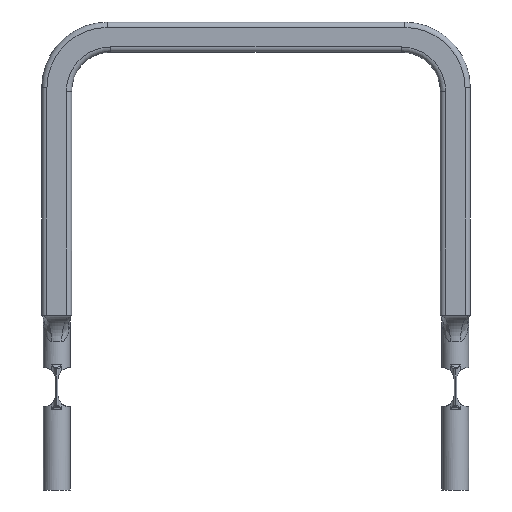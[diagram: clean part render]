
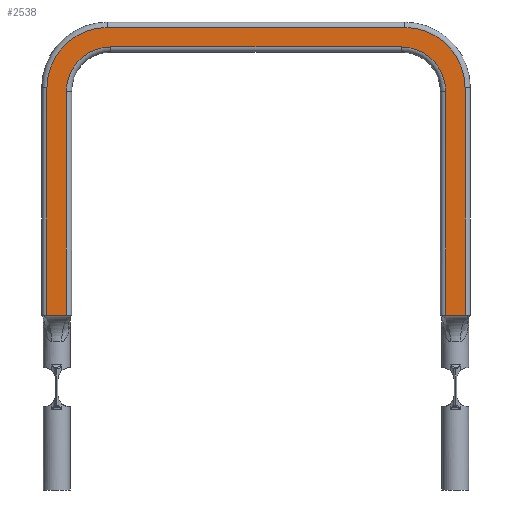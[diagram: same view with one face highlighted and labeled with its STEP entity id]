
A CAD part, front view. The second image highlights one B-rep face of the part: STEP entity #2538.
In plain terms, the highlighted planar face has unit normal (0, -1, 0).
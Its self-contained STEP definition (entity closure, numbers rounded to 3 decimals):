
#234 = CARTESIAN_POINT ( 'NONE',  ( 14.868, -1.587, 6.68 ) ) ;
#305 = VECTOR ( 'NONE', #10461, 1000. ) ;
#443 = EDGE_CURVE ( 'NONE', #2474, #1808, #6677, .T. ) ;
#553 = ORIENTED_EDGE ( 'NONE', *, *, #10116, .T. ) ;
#611 = LINE ( 'NONE', #7687, #11122 ) ;
#733 = VERTEX_POINT ( 'NONE', #6685 ) ;
#782 = DIRECTION ( 'NONE',  ( 1., 0., 0. ) ) ;
#1003 = CARTESIAN_POINT ( 'NONE',  ( 0.372, -1.587, 6.68 ) ) ;
#1219 = CARTESIAN_POINT ( 'NONE',  ( 13.169, -1.587, 15.237 ) ) ;
#1357 = CARTESIAN_POINT ( 'NONE',  ( 14.769, -1.587, 6.68 ) ) ;
#1369 = CARTESIAN_POINT ( 'NONE',  ( 15.611, -1.587, 6.68 ) ) ;
#1420 = CARTESIAN_POINT ( 'NONE',  ( 0.471, -1.587, 17.88 ) ) ;
#1455 = CARTESIAN_POINT ( 'NONE',  ( 0.471, -1.587, 17.68 ) ) ;
#1655 = CARTESIAN_POINT ( 'NONE',  ( 13.312, -1.587, 17.68 ) ) ;
#1683 = EDGE_CURVE ( 'NONE', #4591, #10889, #7420, .T. ) ;
#1718 = CARTESIAN_POINT ( 'NONE',  ( 1.929, -1.587, 15.38 ) ) ;
#1808 = VERTEX_POINT ( 'NONE', #9507 ) ;
#1821 = EDGE_CURVE ( 'NONE', #6410, #6458, #6815, .T. ) ;
#1832 = ORIENTED_EDGE ( 'NONE', *, *, #12030, .T. ) ;
#2163 = VECTOR ( 'NONE', #6302, 1000. ) ;
#2215 = DIRECTION ( 'NONE',  ( 0., 0., 1. ) ) ;
#2474 = VERTEX_POINT ( 'NONE', #234 ) ;
#2488 = VERTEX_POINT ( 'NONE', #5344 ) ;
#2538 = ADVANCED_FACE ( 'NONE', ( #11279 ), #3391, .F. ) ;
#2549 = CARTESIAN_POINT ( 'NONE',  ( 0.372, -1.587, 17.88 ) ) ;
#2684 = DIRECTION ( 'NONE',  ( 0., 0., -1. ) ) ;
#2687 = VERTEX_POINT ( 'NONE', #1655 ) ;
#2700 = DIRECTION ( 'NONE',  ( 0., 0., 1. ) ) ;
#2935 = LINE ( 'NONE', #2549, #3241 ) ;
#2984 = ORIENTED_EDGE ( 'NONE', *, *, #6159, .F. ) ;
#3056 = EDGE_CURVE ( 'NONE', #2488, #7556, #10817, .T. ) ;
#3169 = AXIS2_PLACEMENT_3D ( 'NONE', #11304, #5368, #12293 ) ;
#3241 = VECTOR ( 'NONE', #8464, 1000. ) ;
#3287 = ORIENTED_EDGE ( 'NONE', *, *, #9534, .T. ) ;
#3391 = PLANE ( 'NONE',  #11753 ) ;
#3526 = CARTESIAN_POINT ( 'NONE',  ( 0.471, -1.587, 6.68 ) ) ;
#3709 = LINE ( 'NONE', #9624, #8987 ) ;
#3965 = VECTOR ( 'NONE', #11317, 1000. ) ;
#4011 = ORIENTED_EDGE ( 'NONE', *, *, #443, .F. ) ;
#4194 = CARTESIAN_POINT ( 'NONE',  ( 2.072, -1.587, 16.937 ) ) ;
#4245 = EDGE_CURVE ( 'NONE', #2687, #6410, #9565, .T. ) ;
#4288 = EDGE_CURVE ( 'NONE', #733, #5160, #9242, .T. ) ;
#4380 = DIRECTION ( 'NONE',  ( 0., 1., 0. ) ) ;
#4577 = CARTESIAN_POINT ( 'NONE',  ( 13.169, -1.587, 16.937 ) ) ;
#4591 = VERTEX_POINT ( 'NONE', #10147 ) ;
#4728 = DIRECTION ( 'NONE',  ( 0., 0., 1. ) ) ;
#5055 = ORIENTED_EDGE ( 'NONE', *, *, #1683, .F. ) ;
#5111 = ORIENTED_EDGE ( 'NONE', *, *, #4245, .T. ) ;
#5160 = VERTEX_POINT ( 'NONE', #4194 ) ;
#5296 = CARTESIAN_POINT ( 'NONE',  ( 15.611, -1.587, 17.88 ) ) ;
#5344 = CARTESIAN_POINT ( 'NONE',  ( -0.372, -1.587, 6.68 ) ) ;
#5368 = DIRECTION ( 'NONE',  ( 0., 1., 0. ) ) ;
#5468 = DIRECTION ( 'NONE',  ( 0., 1., 0. ) ) ;
#5560 = EDGE_CURVE ( 'NONE', #1808, #6291, #10746, .T. ) ;
#6052 = VECTOR ( 'NONE', #4728, 1000. ) ;
#6159 = EDGE_CURVE ( 'NONE', #10889, #2474, #12580, .T. ) ;
#6291 = VERTEX_POINT ( 'NONE', #4577 ) ;
#6302 = DIRECTION ( 'NONE',  ( 0., 0., -1. ) ) ;
#6410 = VERTEX_POINT ( 'NONE', #12428 ) ;
#6458 = VERTEX_POINT ( 'NONE', #7666 ) ;
#6551 = AXIS2_PLACEMENT_3D ( 'NONE', #11400, #5468, #12392 ) ;
#6677 = LINE ( 'NONE', #12647, #6052 ) ;
#6685 = CARTESIAN_POINT ( 'NONE',  ( 0.372, -1.587, 15.237 ) ) ;
#6815 = CIRCLE ( 'NONE', #12234, 2.3 ) ;
#7126 = AXIS2_PLACEMENT_3D ( 'NONE', #1219, #8113, #2215 ) ;
#7420 = LINE ( 'NONE', #5296, #2163 ) ;
#7556 = VERTEX_POINT ( 'NONE', #1003 ) ;
#7666 = CARTESIAN_POINT ( 'NONE',  ( -0.372, -1.587, 15.38 ) ) ;
#7687 = CARTESIAN_POINT ( 'NONE',  ( 0.471, -1.587, 16.937 ) ) ;
#7850 = EDGE_LOOP ( 'NONE', ( #11331, #3287, #8614, #553, #10832, #1832, #12248, #4011, #2984, #5055, #9105, #5111 ) ) ;
#8113 = DIRECTION ( 'NONE',  ( 0., -1., 0. ) ) ;
#8464 = DIRECTION ( 'NONE',  ( 0., 0., 1. ) ) ;
#8614 = ORIENTED_EDGE ( 'NONE', *, *, #3056, .T. ) ;
#8631 = DIRECTION ( 'NONE',  ( 0., -1., 0. ) ) ;
#8987 = VECTOR ( 'NONE', #2684, 1000. ) ;
#9105 = ORIENTED_EDGE ( 'NONE', *, *, #9398, .F. ) ;
#9242 = CIRCLE ( 'NONE', #6551, 1.7 ) ;
#9398 = EDGE_CURVE ( 'NONE', #2687, #4591, #9621, .T. ) ;
#9507 = CARTESIAN_POINT ( 'NONE',  ( 14.868, -1.587, 15.237 ) ) ;
#9534 = EDGE_CURVE ( 'NONE', #6458, #2488, #3709, .T. ) ;
#9565 = LINE ( 'NONE', #1455, #3965 ) ;
#9621 = CIRCLE ( 'NONE', #3169, 2.3 ) ;
#9624 = CARTESIAN_POINT ( 'NONE',  ( -0.372, -1.587, 17.88 ) ) ;
#9964 = VECTOR ( 'NONE', #10262, 1000. ) ;
#10116 = EDGE_CURVE ( 'NONE', #7556, #733, #2935, .T. ) ;
#10147 = CARTESIAN_POINT ( 'NONE',  ( 15.611, -1.587, 15.38 ) ) ;
#10262 = DIRECTION ( 'NONE',  ( -1., 0., 0. ) ) ;
#10461 = DIRECTION ( 'NONE',  ( 1., 0., 0. ) ) ;
#10746 = CIRCLE ( 'NONE', #7126, 1.7 ) ;
#10817 = LINE ( 'NONE', #3526, #305 ) ;
#10832 = ORIENTED_EDGE ( 'NONE', *, *, #4288, .T. ) ;
#10889 = VERTEX_POINT ( 'NONE', #1369 ) ;
#11122 = VECTOR ( 'NONE', #782, 1000. ) ;
#11279 = FACE_OUTER_BOUND ( 'NONE', #7850, .T. ) ;
#11304 = CARTESIAN_POINT ( 'NONE',  ( 13.312, -1.587, 15.38 ) ) ;
#11317 = DIRECTION ( 'NONE',  ( -1., 0., 0. ) ) ;
#11323 = DIRECTION ( 'NONE',  ( 0., 0., 1. ) ) ;
#11331 = ORIENTED_EDGE ( 'NONE', *, *, #1821, .T. ) ;
#11400 = CARTESIAN_POINT ( 'NONE',  ( 2.072, -1.587, 15.237 ) ) ;
#11753 = AXIS2_PLACEMENT_3D ( 'NONE', #1420, #4380, #11323 ) ;
#12030 = EDGE_CURVE ( 'NONE', #5160, #6291, #611, .T. ) ;
#12234 = AXIS2_PLACEMENT_3D ( 'NONE', #1718, #8631, #2700 ) ;
#12248 = ORIENTED_EDGE ( 'NONE', *, *, #5560, .F. ) ;
#12293 = DIRECTION ( 'NONE',  ( 0., 0., 1. ) ) ;
#12392 = DIRECTION ( 'NONE',  ( 0., 0., 1. ) ) ;
#12428 = CARTESIAN_POINT ( 'NONE',  ( 1.929, -1.587, 17.68 ) ) ;
#12580 = LINE ( 'NONE', #1357, #9964 ) ;
#12647 = CARTESIAN_POINT ( 'NONE',  ( 14.868, -1.587, 17.88 ) ) ;
